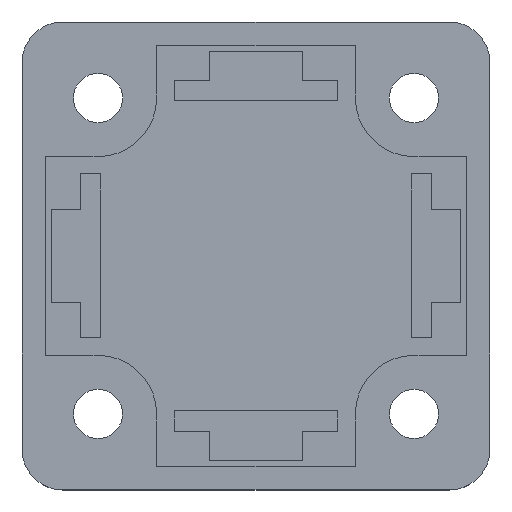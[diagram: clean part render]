
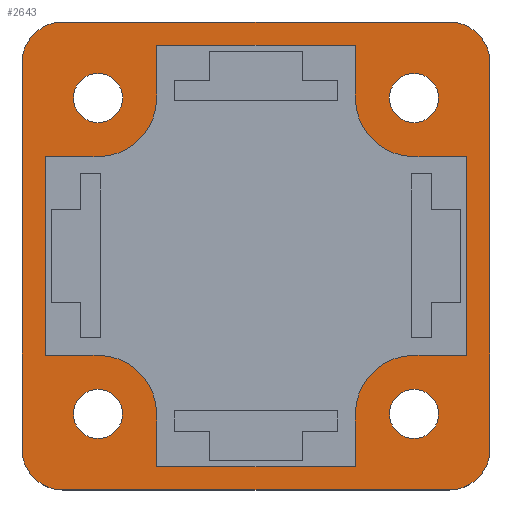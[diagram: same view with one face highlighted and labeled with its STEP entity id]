
A CAD part, top view. The second image highlights one B-rep face of the part: STEP entity #2643.
In plain terms, the highlighted planar face has unit normal (0, 0, 1).
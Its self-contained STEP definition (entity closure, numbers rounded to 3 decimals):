
#1140=CARTESIAN_POINT('',(-13.5,-8.5,0.0));
#1141=VERTEX_POINT('',#1140);
#1148=CARTESIAN_POINT('',(-8.5,-13.5,0.0));
#1149=VERTEX_POINT('',#1148);
#1150=CARTESIAN_POINT('',(-13.5,-13.5,0.0));
#1151=DIRECTION('',(0.0,0.0,1.0));
#1152=DIRECTION('',(-1.0,0.0,0.0));
#1153=AXIS2_PLACEMENT_3D('',#1150,#1151,#1152);
#1154=CIRCLE('',#1153,5.);
#1155=EDGE_CURVE('',#1149,#1141,#1154,.T.);
#1180=CARTESIAN_POINT('',(-8.5,-18.,0.0));
#1181=VERTEX_POINT('',#1180);
#1182=CARTESIAN_POINT('',(-8.5,-18.,0.0));
#1183=DIRECTION('',(0.0,1.0,0.0));
#1184=VECTOR('',#1183,4.5);
#1185=LINE('',#1182,#1184);
#1186=EDGE_CURVE('',#1181,#1149,#1185,.T.);
#1211=CARTESIAN_POINT('',(8.5,-18.,0.0));
#1212=VERTEX_POINT('',#1211);
#1213=CARTESIAN_POINT('',(8.5,-18.,0.0));
#1214=DIRECTION('',(-1.0,0.0,0.0));
#1215=VECTOR('',#1214,17.);
#1216=LINE('',#1213,#1215);
#1217=EDGE_CURVE('',#1212,#1181,#1216,.T.);
#1242=CARTESIAN_POINT('',(8.5,-13.5,0.0));
#1243=VERTEX_POINT('',#1242);
#1244=CARTESIAN_POINT('',(8.5,-13.5,0.0));
#1245=DIRECTION('',(0.0,-1.0,0.0));
#1246=VECTOR('',#1245,4.5);
#1247=LINE('',#1244,#1246);
#1248=EDGE_CURVE('',#1243,#1212,#1247,.T.);
#1274=CARTESIAN_POINT('',(13.5,-8.5,0.0));
#1275=VERTEX_POINT('',#1274);
#1276=CARTESIAN_POINT('',(13.5,-13.5,0.0));
#1277=DIRECTION('',(0.0,0.0,1.0));
#1278=DIRECTION('',(0.0,-1.0,0.0));
#1279=AXIS2_PLACEMENT_3D('',#1276,#1277,#1278);
#1280=CIRCLE('',#1279,5.);
#1281=EDGE_CURVE('',#1275,#1243,#1280,.T.);
#1306=CARTESIAN_POINT('',(18.,-8.5,0.0));
#1307=VERTEX_POINT('',#1306);
#1308=CARTESIAN_POINT('',(18.,-8.5,0.0));
#1309=DIRECTION('',(-1.0,0.0,0.0));
#1310=VECTOR('',#1309,4.5);
#1311=LINE('',#1308,#1310);
#1312=EDGE_CURVE('',#1307,#1275,#1311,.T.);
#1337=CARTESIAN_POINT('',(18.,8.5,0.0));
#1338=VERTEX_POINT('',#1337);
#1339=CARTESIAN_POINT('',(18.,8.5,0.0));
#1340=DIRECTION('',(0.0,-1.0,0.0));
#1341=VECTOR('',#1340,17.0);
#1342=LINE('',#1339,#1341);
#1343=EDGE_CURVE('',#1338,#1307,#1342,.T.);
#1368=CARTESIAN_POINT('',(13.5,8.5,0.0));
#1369=VERTEX_POINT('',#1368);
#1370=CARTESIAN_POINT('',(13.5,8.5,0.0));
#1371=DIRECTION('',(1.0,0.0,0.0));
#1372=VECTOR('',#1371,4.5);
#1373=LINE('',#1370,#1372);
#1374=EDGE_CURVE('',#1369,#1338,#1373,.T.);
#1400=CARTESIAN_POINT('',(8.5,13.5,0.0));
#1401=VERTEX_POINT('',#1400);
#1402=CARTESIAN_POINT('',(13.5,13.5,0.0));
#1403=DIRECTION('',(0.0,0.0,1.0));
#1404=DIRECTION('',(1.0,0.0,0.0));
#1405=AXIS2_PLACEMENT_3D('',#1402,#1403,#1404);
#1406=CIRCLE('',#1405,5.);
#1407=EDGE_CURVE('',#1401,#1369,#1406,.T.);
#1432=CARTESIAN_POINT('',(8.5,18.,0.0));
#1433=VERTEX_POINT('',#1432);
#1434=CARTESIAN_POINT('',(8.5,18.,0.0));
#1435=DIRECTION('',(0.0,-1.0,0.0));
#1436=VECTOR('',#1435,4.5);
#1437=LINE('',#1434,#1436);
#1438=EDGE_CURVE('',#1433,#1401,#1437,.T.);
#1463=CARTESIAN_POINT('',(-8.5,18.,0.0));
#1464=VERTEX_POINT('',#1463);
#1465=CARTESIAN_POINT('',(-8.5,18.,0.0));
#1466=DIRECTION('',(1.0,0.0,0.0));
#1467=VECTOR('',#1466,17.);
#1468=LINE('',#1465,#1467);
#1469=EDGE_CURVE('',#1464,#1433,#1468,.T.);
#1494=CARTESIAN_POINT('',(-8.5,13.5,0.0));
#1495=VERTEX_POINT('',#1494);
#1496=CARTESIAN_POINT('',(-8.5,13.5,0.0));
#1497=DIRECTION('',(0.0,1.0,0.0));
#1498=VECTOR('',#1497,4.5);
#1499=LINE('',#1496,#1498);
#1500=EDGE_CURVE('',#1495,#1464,#1499,.T.);
#1526=CARTESIAN_POINT('',(-13.5,8.5,0.0));
#1527=VERTEX_POINT('',#1526);
#1528=CARTESIAN_POINT('',(-13.5,13.5,0.0));
#1529=DIRECTION('',(0.0,0.0,1.0));
#1530=DIRECTION('',(0.0,1.0,0.0));
#1531=AXIS2_PLACEMENT_3D('',#1528,#1529,#1530);
#1532=CIRCLE('',#1531,5.);
#1533=EDGE_CURVE('',#1527,#1495,#1532,.T.);
#1558=CARTESIAN_POINT('',(-18.,8.5,0.0));
#1559=VERTEX_POINT('',#1558);
#1560=CARTESIAN_POINT('',(-18.,8.5,0.0));
#1561=DIRECTION('',(1.0,0.0,0.0));
#1562=VECTOR('',#1561,4.5);
#1563=LINE('',#1560,#1562);
#1564=EDGE_CURVE('',#1559,#1527,#1563,.T.);
#1589=CARTESIAN_POINT('',(-18.,-8.5,0.0));
#1590=VERTEX_POINT('',#1589);
#1591=CARTESIAN_POINT('',(-18.,-8.5,0.0));
#1592=DIRECTION('',(0.0,1.0,0.0));
#1593=VECTOR('',#1592,17.0);
#1594=LINE('',#1591,#1593);
#1595=EDGE_CURVE('',#1590,#1559,#1594,.T.);
#1618=CARTESIAN_POINT('',(-13.5,-8.5,0.0));
#1619=DIRECTION('',(-1.0,0.0,0.0));
#1620=VECTOR('',#1619,4.5);
#1621=LINE('',#1618,#1620);
#1622=EDGE_CURVE('',#1141,#1590,#1621,.T.);
#1745=CARTESIAN_POINT('',(15.6,-13.5,0.0));
#1746=VERTEX_POINT('',#1745);
#1747=CARTESIAN_POINT('',(13.5,-13.5,0.0));
#1748=DIRECTION('',(0.0,0.0,-1.0));
#1749=DIRECTION('',(-1.0,0.0,0.0));
#1750=AXIS2_PLACEMENT_3D('',#1747,#1748,#1749);
#1751=CIRCLE('',#1750,2.1);
#1752=EDGE_CURVE('',#1746,#1746,#1751,.T.);
#1765=CARTESIAN_POINT('',(-11.4,-13.5,0.0));
#1766=VERTEX_POINT('',#1765);
#1767=CARTESIAN_POINT('',(-13.5,-13.5,0.0));
#1768=DIRECTION('',(0.0,0.0,-1.0));
#1769=DIRECTION('',(-1.0,0.0,0.0));
#1770=AXIS2_PLACEMENT_3D('',#1767,#1768,#1769);
#1771=CIRCLE('',#1770,2.1);
#1772=EDGE_CURVE('',#1766,#1766,#1771,.T.);
#1881=CARTESIAN_POINT('',(15.6,13.5,0.0));
#1882=VERTEX_POINT('',#1881);
#1883=CARTESIAN_POINT('',(13.5,13.5,0.0));
#1884=DIRECTION('',(0.0,0.0,-1.0));
#1885=DIRECTION('',(-1.0,0.0,0.0));
#1886=AXIS2_PLACEMENT_3D('',#1883,#1884,#1885);
#1887=CIRCLE('',#1886,2.1);
#1888=EDGE_CURVE('',#1882,#1882,#1887,.T.);
#1949=CARTESIAN_POINT('',(-11.4,13.5,0.0));
#1950=VERTEX_POINT('',#1949);
#1951=CARTESIAN_POINT('',(-13.5,13.5,0.0));
#1952=DIRECTION('',(0.0,0.0,-1.0));
#1953=DIRECTION('',(-1.0,0.0,0.0));
#1954=AXIS2_PLACEMENT_3D('',#1951,#1952,#1953);
#1955=CIRCLE('',#1954,2.1);
#1956=EDGE_CURVE('',#1950,#1950,#1955,.T.);
#2426=CARTESIAN_POINT('',(-20.,16.5,0.0));
#2427=VERTEX_POINT('',#2426);
#2434=CARTESIAN_POINT('',(-16.5,20.0,0.0));
#2435=VERTEX_POINT('',#2434);
#2436=CARTESIAN_POINT('',(-16.5,16.5,0.0));
#2437=DIRECTION('',(0.0,0.0,-1.0));
#2438=DIRECTION('',(-0.707,0.707,0.0));
#2439=AXIS2_PLACEMENT_3D('',#2436,#2437,#2438);
#2440=CIRCLE('',#2439,3.5);
#2441=EDGE_CURVE('',#2427,#2435,#2440,.T.);
#2458=CARTESIAN_POINT('',(-20.,-16.5,0.0));
#2459=VERTEX_POINT('',#2458);
#2466=CARTESIAN_POINT('',(-20.,-16.5,0.0));
#2467=DIRECTION('',(0.0,1.0,0.0));
#2468=VECTOR('',#2467,33.0);
#2469=LINE('',#2466,#2468);
#2470=EDGE_CURVE('',#2459,#2427,#2469,.T.);
#2482=CARTESIAN_POINT('',(-16.5,-20.0,0.0));
#2483=VERTEX_POINT('',#2482);
#2490=CARTESIAN_POINT('',(-16.5,-16.5,0.0));
#2491=DIRECTION('',(0.0,0.0,-1.0));
#2492=DIRECTION('',(-0.707,-0.707,0.0));
#2493=AXIS2_PLACEMENT_3D('',#2490,#2491,#2492);
#2494=CIRCLE('',#2493,3.5);
#2495=EDGE_CURVE('',#2483,#2459,#2494,.T.);
#2507=CARTESIAN_POINT('',(16.5,-20.0,0.0));
#2508=VERTEX_POINT('',#2507);
#2515=CARTESIAN_POINT('',(16.5,-20.0,0.0));
#2516=DIRECTION('',(-1.0,0.0,0.0));
#2517=VECTOR('',#2516,33.);
#2518=LINE('',#2515,#2517);
#2519=EDGE_CURVE('',#2508,#2483,#2518,.T.);
#2560=CARTESIAN_POINT('',(16.5,20.0,0.0));
#2561=VERTEX_POINT('',#2560);
#2562=CARTESIAN_POINT('',(-16.5,20.0,0.0));
#2563=DIRECTION('',(1.0,0.0,0.0));
#2564=VECTOR('',#2563,33.);
#2565=LINE('',#2562,#2564);
#2566=EDGE_CURVE('',#2435,#2561,#2565,.T.);
#2577=CARTESIAN_POINT('',(0.0,0.,0.0));
#2578=DIRECTION('',(0.0,0.0,1.0));
#2579=DIRECTION('',(1.0,0.0,0.0));
#2580=AXIS2_PLACEMENT_3D('',#2577,#2578,#2579);
#2581=PLANE('',#2580);
#2582=ORIENTED_EDGE('',*,*,#2441,.F.);
#2583=ORIENTED_EDGE('',*,*,#2470,.F.);
#2584=ORIENTED_EDGE('',*,*,#2495,.F.);
#2585=ORIENTED_EDGE('',*,*,#2519,.F.);
#2586=CARTESIAN_POINT('',(20.,-16.5,0.0));
#2587=VERTEX_POINT('',#2586);
#2588=CARTESIAN_POINT('',(16.5,-16.5,0.0));
#2589=DIRECTION('',(0.0,0.0,-1.0));
#2590=DIRECTION('',(0.707,-0.707,0.0));
#2591=AXIS2_PLACEMENT_3D('',#2588,#2589,#2590);
#2592=CIRCLE('',#2591,3.5);
#2593=EDGE_CURVE('',#2587,#2508,#2592,.T.);
#2594=ORIENTED_EDGE('',*,*,#2593,.F.);
#2595=CARTESIAN_POINT('',(20.,16.5,0.0));
#2596=VERTEX_POINT('',#2595);
#2597=CARTESIAN_POINT('',(20.,16.5,0.0));
#2598=DIRECTION('',(0.0,-1.0,0.0));
#2599=VECTOR('',#2598,33.0);
#2600=LINE('',#2597,#2599);
#2601=EDGE_CURVE('',#2596,#2587,#2600,.T.);
#2602=ORIENTED_EDGE('',*,*,#2601,.F.);
#2603=CARTESIAN_POINT('',(16.5,16.5,0.0));
#2604=DIRECTION('',(0.0,0.0,-1.0));
#2605=DIRECTION('',(0.707,0.707,0.0));
#2606=AXIS2_PLACEMENT_3D('',#2603,#2604,#2605);
#2607=CIRCLE('',#2606,3.5);
#2608=EDGE_CURVE('',#2561,#2596,#2607,.T.);
#2609=ORIENTED_EDGE('',*,*,#2608,.F.);
#2610=ORIENTED_EDGE('',*,*,#2566,.F.);
#2611=EDGE_LOOP('',(#2582,#2583,#2584,#2585,#2594,#2602,#2609,#2610));
#2612=FACE_OUTER_BOUND('',#2611,.T.);
#2613=ORIENTED_EDGE('',*,*,#1155,.T.);
#2614=ORIENTED_EDGE('',*,*,#1622,.T.);
#2615=ORIENTED_EDGE('',*,*,#1595,.T.);
#2616=ORIENTED_EDGE('',*,*,#1564,.T.);
#2617=ORIENTED_EDGE('',*,*,#1533,.T.);
#2618=ORIENTED_EDGE('',*,*,#1500,.T.);
#2619=ORIENTED_EDGE('',*,*,#1469,.T.);
#2620=ORIENTED_EDGE('',*,*,#1438,.T.);
#2621=ORIENTED_EDGE('',*,*,#1407,.T.);
#2622=ORIENTED_EDGE('',*,*,#1374,.T.);
#2623=ORIENTED_EDGE('',*,*,#1343,.T.);
#2624=ORIENTED_EDGE('',*,*,#1312,.T.);
#2625=ORIENTED_EDGE('',*,*,#1281,.T.);
#2626=ORIENTED_EDGE('',*,*,#1248,.T.);
#2627=ORIENTED_EDGE('',*,*,#1217,.T.);
#2628=ORIENTED_EDGE('',*,*,#1186,.T.);
#2629=EDGE_LOOP('',(#2613,#2614,#2615,#2616,#2617,#2618,#2619,#2620,#2621,#2622,#2623,#2624,#2625,#2626,#2627,#2628));
#2630=FACE_BOUND('',#2629,.T.);
#2631=ORIENTED_EDGE('',*,*,#1752,.T.);
#2632=EDGE_LOOP('',(#2631));
#2633=FACE_BOUND('',#2632,.T.);
#2634=ORIENTED_EDGE('',*,*,#1772,.T.);
#2635=EDGE_LOOP('',(#2634));
#2636=FACE_BOUND('',#2635,.T.);
#2637=ORIENTED_EDGE('',*,*,#1888,.T.);
#2638=EDGE_LOOP('',(#2637));
#2639=FACE_BOUND('',#2638,.T.);
#2640=ORIENTED_EDGE('',*,*,#1956,.T.);
#2641=EDGE_LOOP('',(#2640));
#2642=FACE_BOUND('',#2641,.T.);
#2643=ADVANCED_FACE('',(#2612,#2630,#2633,#2636,#2639,#2642),#2581,.T.);
